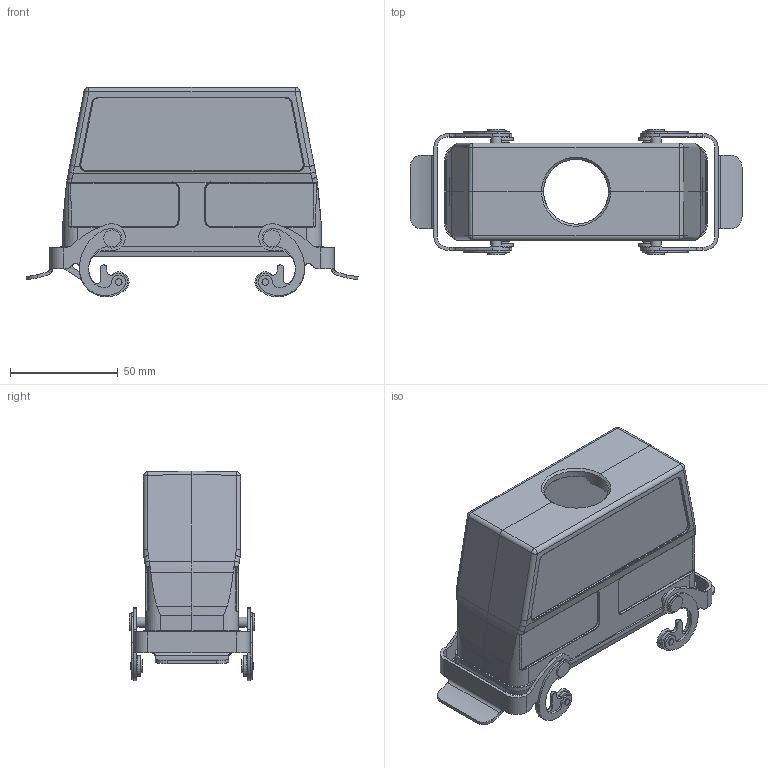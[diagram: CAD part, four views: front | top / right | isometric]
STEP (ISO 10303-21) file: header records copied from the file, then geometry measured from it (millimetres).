
FILE_DESCRIPTION(/* description */ (''),/* implementation_level */ '2;1');
FILE_NAME(/* name */ 'H24B-CCTH-2L&S-XXX.stp',/* time_stamp */ '2023-09-26T14:58:04+08:00',/* author */ (''),/* organization */ (''),/* preprocessor_version */ 'ST-DEVELOPER v16',/* originating_system */ 'SIEMENS PLM Software NX 10.0',/* authorisation */ '');
FILE_SCHEMA (('AUTOMOTIVE_DESIGN { 1 0 10303 214 3 1 1 1 }'));
Length unit declared in the file: millimetre
Products named in the file (1): Admi501CC908kmtz
Bounding box: 153.86 x 58 x 97.17 mm (x, y, z)
Volume: 105286.3 mm3; surface area: 68528.5 mm2
Topology: 1 solids, 1 shells, 663 faces, 1659 edges, 1041 vertices
Faces by surface type: cylinder 316, plane 217, bspline 116, cone 6, sphere 4, torus 4
Full cylindrical faces by diameter (mm): 2.4 x4, 3 x4, 3.1 x4, 3.4 x4, 3.9 x8, 4.8 x4, 4.9 x4, 6 x4, 7.8 x4, 9.6 x4, 30 x1
Entity records: 22349 total; most frequent: CARTESIAN_POINT 7156, ORIENTED_EDGE 3174, DIRECTION 3141, EDGE_CURVE 1587, AXIS2_PLACEMENT_3D 1251, VERTEX_POINT 1022, EDGE_LOOP 765, ADVANCED_FACE 663
